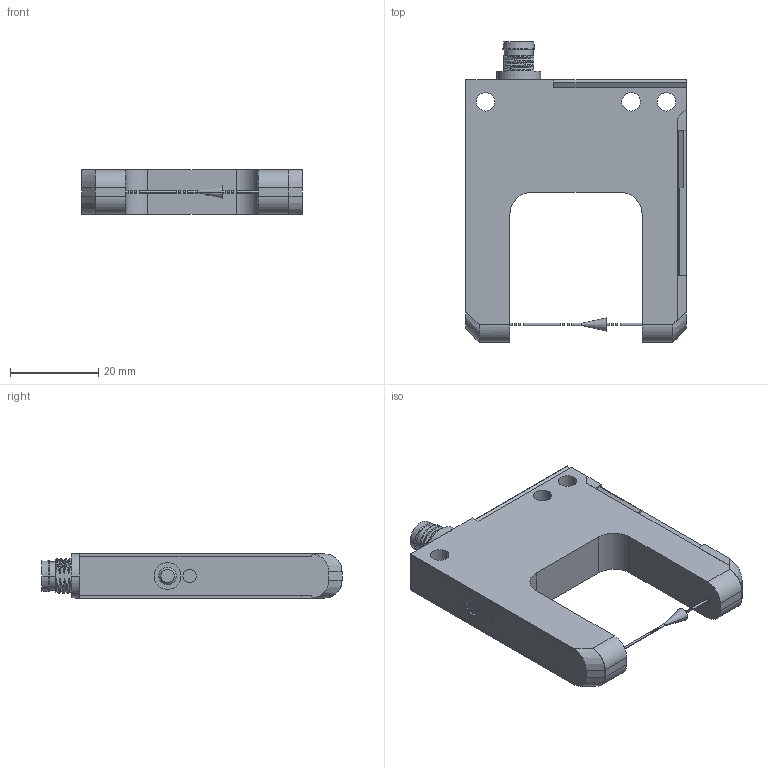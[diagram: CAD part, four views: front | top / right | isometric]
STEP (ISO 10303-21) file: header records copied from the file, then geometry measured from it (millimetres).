
FILE_DESCRIPTION((''),'2;1');
FILE_NAME('FGL_30_1_NONE_ASM','2010-12-03T',('mabamberg'),(''),'PRO/ENGINEER BY PARAMETRIC TECHNOLOGY CORPORATION, 2006300','PRO/ENGINEER BY PARAMETRIC TECHNOLOGY CORPORATION, 2006300','');
FILE_SCHEMA(('CONFIG_CONTROL_DESIGN'));
Length unit declared in the file: millimetre
Products named in the file (19): FGL30_NONE; WEICHTEIL_NONE; DECKEL_EMPFAENGER_VERSION4_50ER_ASM; ______TEIL1_NONE; 04913227_DECKEL_EMPFAENGER_VERS_ASM; _______TEIL1_NONE; 04913229_DECKEL_SENDER_SCHWALBE_ASM; BBB63-34645; BBB63-34733; BBB63-34821; BBB63-34909; BBB63-34997; BBB63-35085; BBB63-35313; BBB63-35421; BBB63-35519; BBB63-35627; OPTISCHE_ACHSE_4_NONE_ASM; FGL_30_1_NONE_ASM
Assembly tree (18 placements, depth 3):
  FGL_30_1_NONE_ASM
    FGL30_NONE
    DECKEL_EMPFAENGER_VERSION4_50ER_ASM
      WEICHTEIL_NONE
    04913227_DECKEL_EMPFAENGER_VERS_ASM
      ______TEIL1_NONE
    04913229_DECKEL_SENDER_SCHWALBE_ASM
      _______TEIL1_NONE
    OPTISCHE_ACHSE_4_NONE_ASM
      BBB63-34645
      BBB63-34733
      BBB63-34821
      BBB63-34909
      BBB63-34997
      BBB63-35085
      BBB63-35313
      BBB63-35421
      BBB63-35519
      BBB63-35627
Bounding box: 50 x 68.1 x 10 mm (x, y, z)
Volume: 18412.8 mm3; surface area: 10505.4 mm2
Topology: 14 solids, 14 shells, 233 faces, 597 edges, 401 vertices
Faces by surface type: plane 120, cylinder 75, bspline 22, cone 12, extrusion 4
Entity records: 11541 total; most frequent: CARTESIAN_POINT 3531, DIRECTION 1201, ORIENTED_EDGE 1194, PRESENTATION_STYLE_ASSIGNMENT 611, STYLED_ITEM 611, CURVE_STYLE 597, EDGE_CURVE 597, AXIS2_PLACEMENT_3D 432
